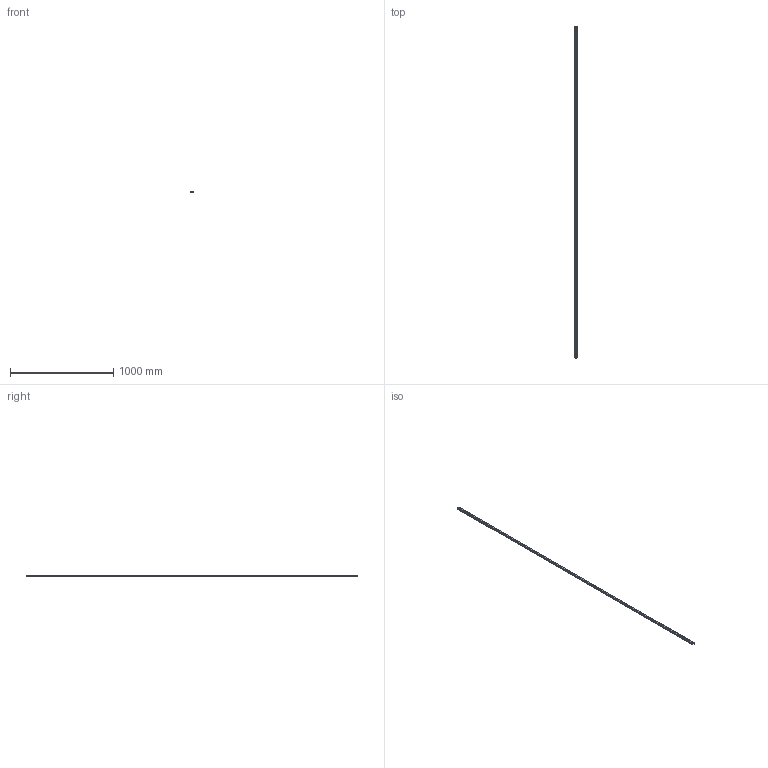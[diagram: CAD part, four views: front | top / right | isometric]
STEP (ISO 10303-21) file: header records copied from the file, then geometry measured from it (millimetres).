
FILE_DESCRIPTION(('STEP AP214'),'1');
FILE_NAME('cctmp_C67D7A0A-319D-42DD-ABDC-63EB596E483B_2021_01_21_15_55_16_0956..stp','2021-01-21T14:55:17',('HIWIN GmbH'),('CADClick - www.CADClick.com'),'Spatial InterOp 3D',' ','unknown authorization');
FILE_SCHEMA(('AUTOMOTIVE_DESIGN'));
Length unit declared in the file: millimetre
Products named in the file (1): HGR20T3220C_FILE
Bounding box: 20 x 3220 x 17.5 mm (x, y, z)
Volume: 950958 mm3; surface area: 256645.1 mm2
Topology: 1 solids, 1 shells, 323 faces, 843 edges, 472 vertices
Faces by surface type: cylinder 130, cone 108, plane 85
Entity records: 11665 total; most frequent: DIRECTION 1643, CARTESIAN_POINT 1531, ORIENTED_EDGE 1470, EDGE_CURVE 735, AXIS2_PLACEMENT_3D 584, LINE 475, VECTOR 475, VERTEX_POINT 472
